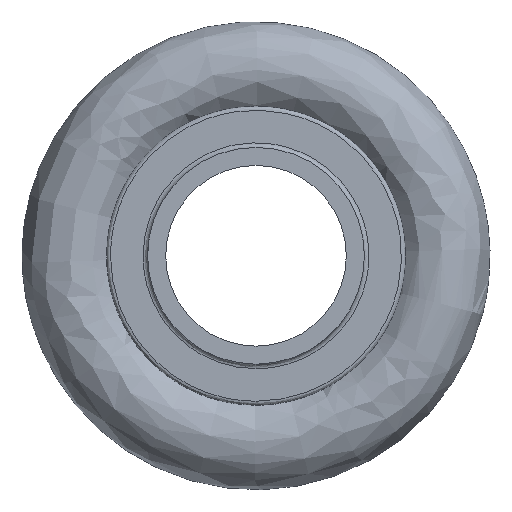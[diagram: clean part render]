
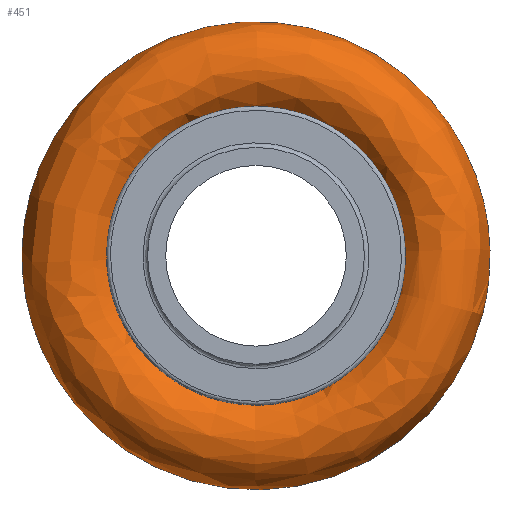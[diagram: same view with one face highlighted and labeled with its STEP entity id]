
A CAD part, left-side view. The second image highlights one B-rep face of the part: STEP entity #451.
In plain terms, the highlighted free-form (B-spline) face has degree [3, 3] with [7, 7] control points.
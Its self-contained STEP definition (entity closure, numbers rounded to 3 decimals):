
#126 = CARTESIAN_POINT ( 'NONE',  ( 5.334, 0., 12.954 ) ) ;
#136 = CARTESIAN_POINT ( 'NONE',  ( 0., 25.908, -12.954 ) ) ;
#144 = CARTESIAN_POINT ( 'NONE',  ( 0., 25.908, 12.954 ) ) ;
#151 = CARTESIAN_POINT ( 'NONE',  ( 0., 0., -12.954 ) ) ;
#307 = CARTESIAN_POINT ( 'NONE',  ( -5.334, 0., -7.62 ) ) ;
#403 = CARTESIAN_POINT ( 'NONE',  ( 0., 25.908, 12.954 ) ) ;
#450 = CARTESIAN_POINT ( 'NONE',  ( 5.334, 25.908, 12.954 ) ) ;
#451 = ADVANCED_FACE ( 'NONE', ( ), #1179, .T. ) ;
#470 = CARTESIAN_POINT ( 'NONE',  ( 5.334, 0., -7.62 ) ) ;
#478 = CARTESIAN_POINT ( 'NONE',  ( -5.334, 0., -12.954 ) ) ;
#545 = CARTESIAN_POINT ( 'NONE',  ( -5.334, 25.908, -12.954 ) ) ;
#562 = CARTESIAN_POINT ( 'NONE',  ( 0., 0., -12.954 ) ) ;
#629 = CARTESIAN_POINT ( 'NONE',  ( -5.334, -25.908, 12.954 ) ) ;
#638 = CARTESIAN_POINT ( 'NONE',  ( 5.334, 15.24, 7.62 ) ) ;
#645 = CARTESIAN_POINT ( 'NONE',  ( -5.334, -15.24, 7.62 ) ) ;
#726 = CARTESIAN_POINT ( 'NONE',  ( 0., -25.908, 12.954 ) ) ;
#790 = CARTESIAN_POINT ( 'NONE',  ( -5.334, 25.908, 12.954 ) ) ;
#799 = CARTESIAN_POINT ( 'NONE',  ( -5.334, -15.24, -7.62 ) ) ;
#809 = CARTESIAN_POINT ( 'NONE',  ( -5.334, 15.24, 7.62 ) ) ;
#816 = CARTESIAN_POINT ( 'NONE',  ( 5.334, 15.24, -7.62 ) ) ;
#881 = CARTESIAN_POINT ( 'NONE',  ( 0., 0., -12.954 ) ) ;
#947 = CARTESIAN_POINT ( 'NONE',  ( 0., 0., -7.62 ) ) ;
#956 = CARTESIAN_POINT ( 'NONE',  ( -5.334, 0., 7.62 ) ) ;
#964 = CARTESIAN_POINT ( 'NONE',  ( 5.334, -25.908, 12.954 ) ) ;
#1092 = CARTESIAN_POINT ( 'NONE',  ( 5.334, -15.24, -7.62 ) ) ;
#1099 = CARTESIAN_POINT ( 'NONE',  ( 0., 0., 12.954 ) ) ;
#1107 = CARTESIAN_POINT ( 'NONE',  ( 5.334, 0., -12.954 ) ) ;
#1114 = CARTESIAN_POINT ( 'NONE',  ( 0., 0., -7.62 ) ) ;
#1123 = CARTESIAN_POINT ( 'NONE',  ( 0., 0., -12.954 ) ) ;
#1179 =( BOUNDED_SURFACE ( )  B_SPLINE_SURFACE ( 3, 3, ( 
 ( #562, #1868, #403, #1702, #726, #1857, #881 ),
 ( #1548, #545, #790, #1265, #629, #1459, #478 ),
 ( #307, #1434, #809, #956, #645, #799, #1451 ),
 ( #947, #2101, #1294, #1932, #1947, #1779, #1114 ),
 ( #470, #816, #638, #1443, #1610, #1092, #1788 ),
 ( #2082, #2107, #450, #126, #964, #1925, #1107 ),
 ( #1123, #136, #144, #1099, #1616, #1273, #151 ) ),
 .UNSPECIFIED., .T., .T., .F. ) 
 B_SPLINE_SURFACE_WITH_KNOTS ( ( 4, 3, 4 ),
 ( 4, 3, 4 ),
 ( 0., 0.5, 1. ),
 ( 0., 0.5, 1. ),
 .UNSPECIFIED. ) 
 GEOMETRIC_REPRESENTATION_ITEM ( )  RATIONAL_B_SPLINE_SURFACE ( (
 ( 1., 0.333, 0.333, 1., 0.333, 0.333, 1.),
 ( 0.333, 0.111, 0.111, 0.333, 0.111, 0.111, 0.333),
 ( 0.333, 0.111, 0.111, 0.333, 0.111, 0.111, 0.333),
 ( 1., 0.333, 0.333, 1., 0.333, 0.333, 1.),
 ( 0.333, 0.111, 0.111, 0.333, 0.111, 0.111, 0.333),
 ( 0.333, 0.111, 0.111, 0.333, 0.111, 0.111, 0.333),
 ( 1., 0.333, 0.333, 1., 0.333, 0.333, 1.) ) ) 
 REPRESENTATION_ITEM ( '' )  SURFACE ( )  );
#1265 = CARTESIAN_POINT ( 'NONE',  ( -5.334, 0., 12.954 ) ) ;
#1273 = CARTESIAN_POINT ( 'NONE',  ( 0., -25.908, -12.954 ) ) ;
#1294 = CARTESIAN_POINT ( 'NONE',  ( 0., 15.24, 7.62 ) ) ;
#1434 = CARTESIAN_POINT ( 'NONE',  ( -5.334, 15.24, -7.62 ) ) ;
#1443 = CARTESIAN_POINT ( 'NONE',  ( 5.334, 0., 7.62 ) ) ;
#1451 = CARTESIAN_POINT ( 'NONE',  ( -5.334, 0., -7.62 ) ) ;
#1459 = CARTESIAN_POINT ( 'NONE',  ( -5.334, -25.908, -12.954 ) ) ;
#1548 = CARTESIAN_POINT ( 'NONE',  ( -5.334, 0., -12.954 ) ) ;
#1610 = CARTESIAN_POINT ( 'NONE',  ( 5.334, -15.24, 7.62 ) ) ;
#1616 = CARTESIAN_POINT ( 'NONE',  ( 0., -25.908, 12.954 ) ) ;
#1702 = CARTESIAN_POINT ( 'NONE',  ( 0., 0., 12.954 ) ) ;
#1779 = CARTESIAN_POINT ( 'NONE',  ( 0., -15.24, -7.62 ) ) ;
#1788 = CARTESIAN_POINT ( 'NONE',  ( 5.334, 0., -7.62 ) ) ;
#1857 = CARTESIAN_POINT ( 'NONE',  ( 0., -25.908, -12.954 ) ) ;
#1868 = CARTESIAN_POINT ( 'NONE',  ( 0., 25.908, -12.954 ) ) ;
#1925 = CARTESIAN_POINT ( 'NONE',  ( 5.334, -25.908, -12.954 ) ) ;
#1932 = CARTESIAN_POINT ( 'NONE',  ( 0., 0., 7.62 ) ) ;
#1947 = CARTESIAN_POINT ( 'NONE',  ( 0., -15.24, 7.62 ) ) ;
#2082 = CARTESIAN_POINT ( 'NONE',  ( 5.334, 0., -12.954 ) ) ;
#2101 = CARTESIAN_POINT ( 'NONE',  ( 0., 15.24, -7.62 ) ) ;
#2107 = CARTESIAN_POINT ( 'NONE',  ( 5.334, 25.908, -12.954 ) ) ;
